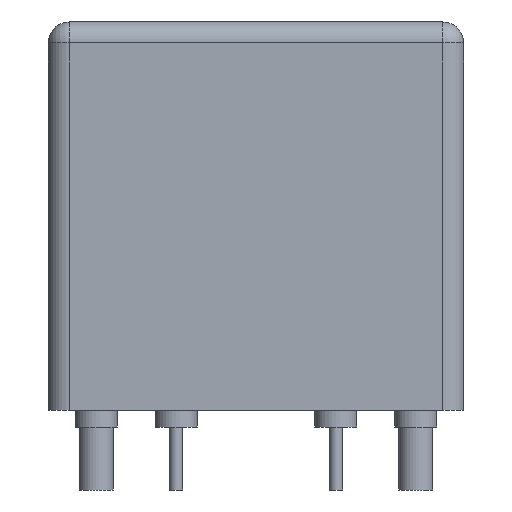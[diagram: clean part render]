
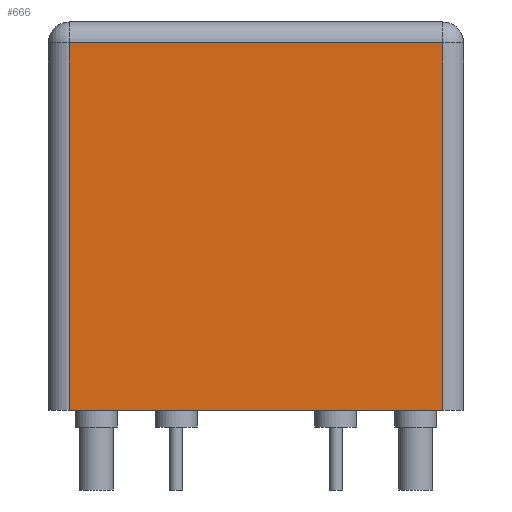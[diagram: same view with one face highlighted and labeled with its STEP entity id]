
A CAD part, left-side view. The second image highlights one B-rep face of the part: STEP entity #666.
In plain terms, the highlighted planar face has unit normal (-1, 0, 0).
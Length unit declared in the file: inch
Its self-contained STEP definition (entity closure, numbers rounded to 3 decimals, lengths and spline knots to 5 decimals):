
#215 = EDGE_LOOP ( 'NONE', ( #327, #1742, #505, #1540 ) ) ;
#227 = LINE ( 'NONE', #475, #1114 ) ;
#237 = DIRECTION ( 'NONE',  ( 0., 0., -1. ) ) ;
#301 = DIRECTION ( 'NONE',  ( 0., 1., 0. ) ) ;
#327 = ORIENTED_EDGE ( 'NONE', *, *, #670, .T. ) ;
#368 = LINE ( 'NONE', #1142, #1440 ) ;
#401 = DIRECTION ( 'NONE',  ( 0., -1., 0. ) ) ;
#422 = VERTEX_POINT ( 'NONE', #864 ) ;
#475 = CARTESIAN_POINT ( 'NONE',  ( 0., 0., 0. ) ) ;
#505 = ORIENTED_EDGE ( 'NONE', *, *, #1259, .T. ) ;
#525 = EDGE_CURVE ( 'NONE', #1779, #614, #875, .T. ) ;
#527 = AXIS2_PLACEMENT_3D ( 'NONE', #2058, #1712, #237 ) ;
#559 = FACE_OUTER_BOUND ( 'NONE', #215, .T. ) ;
#575 = LINE ( 'NONE', #898, #950 ) ;
#614 = VERTEX_POINT ( 'NONE', #1908 ) ;
#666 = ADVANCED_FACE ( 'NONE', ( #559 ), #824, .F. ) ;
#670 = EDGE_CURVE ( 'NONE', #614, #422, #368, .T. ) ;
#698 = CARTESIAN_POINT ( 'NONE',  ( 0., 0.03937, 0. ) ) ;
#812 = DIRECTION ( 'NONE',  ( 0., 0., -1. ) ) ;
#824 = PLANE ( 'NONE',  #527 ) ;
#864 = CARTESIAN_POINT ( 'NONE',  ( 0., 0.74016, 0.68898 ) ) ;
#875 = LINE ( 'NONE', #1565, #1974 ) ;
#898 = CARTESIAN_POINT ( 'NONE',  ( 0., 0.74016, 0.72835 ) ) ;
#901 = CARTESIAN_POINT ( 'NONE',  ( 0., 0.74016, 0. ) ) ;
#906 = EDGE_CURVE ( 'NONE', #422, #1171, #575, .T. ) ;
#950 = VECTOR ( 'NONE', #812, 39.37008 ) ;
#1114 = VECTOR ( 'NONE', #401, 39.37008 ) ;
#1142 = CARTESIAN_POINT ( 'NONE',  ( 0., 0., 0.68898 ) ) ;
#1171 = VERTEX_POINT ( 'NONE', #901 ) ;
#1259 = EDGE_CURVE ( 'NONE', #1171, #1779, #227, .T. ) ;
#1440 = VECTOR ( 'NONE', #301, 39.37008 ) ;
#1540 = ORIENTED_EDGE ( 'NONE', *, *, #525, .T. ) ;
#1565 = CARTESIAN_POINT ( 'NONE',  ( 0., 0.03937, 0.72835 ) ) ;
#1712 = DIRECTION ( 'NONE',  ( 1., 0., 0. ) ) ;
#1742 = ORIENTED_EDGE ( 'NONE', *, *, #906, .T. ) ;
#1779 = VERTEX_POINT ( 'NONE', #698 ) ;
#1908 = CARTESIAN_POINT ( 'NONE',  ( 0., 0.03937, 0.68898 ) ) ;
#1974 = VECTOR ( 'NONE', #2053, 39.37008 ) ;
#2053 = DIRECTION ( 'NONE',  ( 0., 0., 1. ) ) ;
#2058 = CARTESIAN_POINT ( 'NONE',  ( 0., 0., 0.72835 ) ) ;
